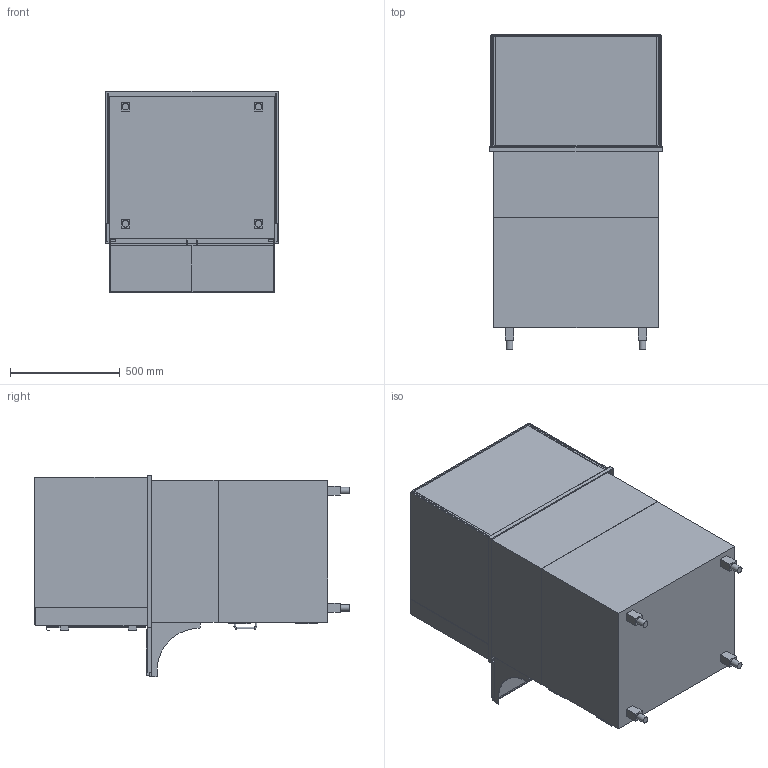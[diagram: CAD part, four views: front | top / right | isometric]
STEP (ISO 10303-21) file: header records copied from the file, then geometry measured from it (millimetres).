
FILE_DESCRIPTION (( 'STEP AP214' ), '1' );
FILE_NAME ('EU520211_Basic Plus E-78-53.STEP', '2022-05-20T07:44:04', ( '' ), ( '' ), 'SwSTEP 2.0', 'SolidWorks 2017', '' );
FILE_SCHEMA (( 'AUTOMOTIVE_DESIGN' ));
Length unit declared in the file: millimetre
Products named in the file (1): EU520211_Basic Plus E-78-53
Bounding box: 785 x 1437 x 918.5 mm (x, y, z)
Volume: 130005354.3 mm3; surface area: 13731576.6 mm2
Topology: 50 solids, 50 shells, 440 faces, 988 edges, 654 vertices
Faces by surface type: plane 384, cylinder 52, torus 4
Full cylindrical faces by diameter (mm): 8 x6, 30 x4
Entity records: 12767 total; most frequent: CARTESIAN_POINT 2081, DIRECTION 1956, ORIENTED_EDGE 1948, EDGE_CURVE 974, VECTOR 866, LINE 866, VERTEX_POINT 654, AXIS2_PLACEMENT_3D 545
